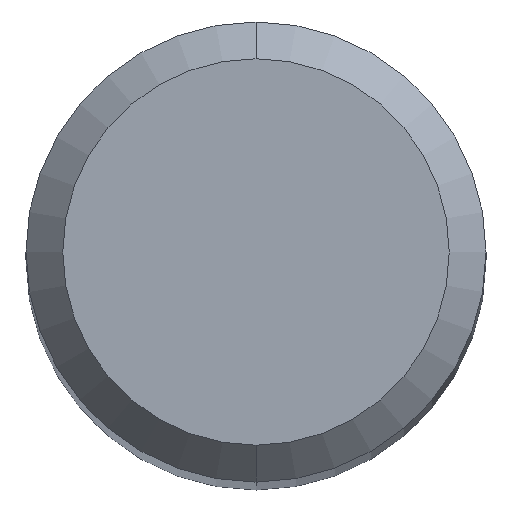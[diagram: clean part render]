
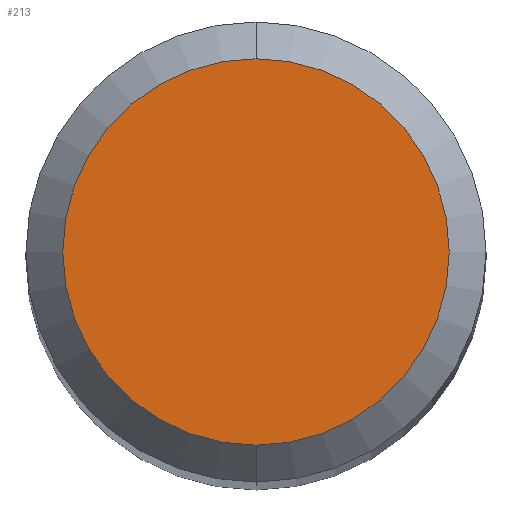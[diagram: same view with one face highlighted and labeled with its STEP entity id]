
A CAD part, top view. The second image highlights one B-rep face of the part: STEP entity #213.
In plain terms, the highlighted planar face has unit normal (0, 0, 1).
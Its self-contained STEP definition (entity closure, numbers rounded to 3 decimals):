
#123=EDGE_CURVE('',#197,#201,#280,.T.);
#153=EDGE_CURVE('',#201,#197,#313,.T.);
#197=VERTEX_POINT('',#361);
#201=VERTEX_POINT('',#366);
#213=ADVANCED_FACE('',(#379),#380,.T.);
#280=CIRCLE('',#446,2.1);
#313=CIRCLE('',#489,2.1);
#361=CARTESIAN_POINT('',(0.,-2.1,0.0));
#366=CARTESIAN_POINT('',(0.0,2.1,0.0));
#379=FACE_OUTER_BOUND('',#576,.T.);
#380=PLANE('',#577);
#446=AXIS2_PLACEMENT_3D('',#655,#656,#657);
#489=AXIS2_PLACEMENT_3D('',#693,#694,#695);
#576=EDGE_LOOP('',(#771,#772));
#577=AXIS2_PLACEMENT_3D('',#773,#774,#775);
#655=CARTESIAN_POINT('',(0.0,0.0,0.0));
#656=DIRECTION('',(0.0,0.0,-1.0));
#657=DIRECTION('',(0.0,1.0,0.0));
#693=CARTESIAN_POINT('',(0.0,0.0,0.0));
#694=DIRECTION('',(0.0,0.0,-1.0));
#695=DIRECTION('',(0.0,1.0,0.0));
#771=ORIENTED_EDGE('',*,*,#153,.F.);
#772=ORIENTED_EDGE('',*,*,#123,.F.);
#773=CARTESIAN_POINT('',(0.0,1.05,0.0));
#774=DIRECTION('',(-0.0,0.0,1.0));
#775=DIRECTION('',(0.0,-1.0,0.0));
